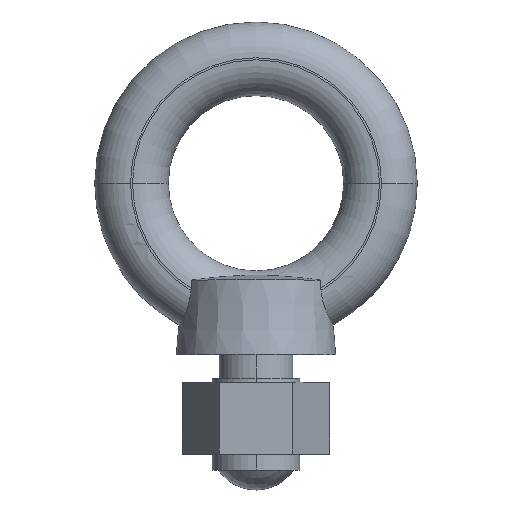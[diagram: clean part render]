
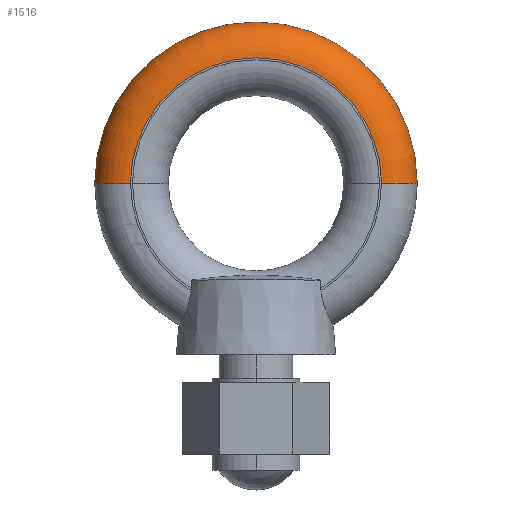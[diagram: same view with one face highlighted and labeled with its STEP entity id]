
A CAD part, top view. The second image highlights one B-rep face of the part: STEP entity #1516.
In plain terms, the highlighted toroidal (fillet/blend) face has major radius 31.5 mm and minor radius 9 mm.
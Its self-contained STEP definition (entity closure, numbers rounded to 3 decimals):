
#339 = DIRECTION ( 'NONE',  ( 0., 0., -1. ) ) ;
#340 = DIRECTION ( 'NONE',  ( 0., -1., 0. ) ) ;
#341 = CARTESIAN_POINT ( 'NONE',  ( 31.5, 0., 0. ) ) ;
#342 = AXIS2_PLACEMENT_3D ( 'NONE', #341, #340, #339 ) ;
#343 = CIRCLE ( 'NONE', #342, 9. ) ;
#345 = CARTESIAN_POINT ( 'NONE',  ( 31.5, 0., 9. ) ) ;
#346 = DIRECTION ( 'NONE',  ( 1., 0., 0. ) ) ;
#347 = DIRECTION ( 'NONE',  ( 0., 0., 1. ) ) ;
#348 = CARTESIAN_POINT ( 'NONE',  ( 0., 0., 9. ) ) ;
#349 = AXIS2_PLACEMENT_3D ( 'NONE', #348, #347, #346 ) ;
#350 = CIRCLE ( 'NONE', #349, 31.5 ) ;
#351 = CARTESIAN_POINT ( 'NONE',  ( -31.5, 0., 9. ) ) ;
#352 = DIRECTION ( 'NONE',  ( -1., 0., 0. ) ) ;
#353 = DIRECTION ( 'NONE',  ( 0., 1., 0. ) ) ;
#354 = CARTESIAN_POINT ( 'NONE',  ( -31.5, 0., 0. ) ) ;
#355 = AXIS2_PLACEMENT_3D ( 'NONE', #354, #353, #352 ) ;
#356 = CIRCLE ( 'NONE', #355, 9. ) ;
#419 = CARTESIAN_POINT ( 'NONE',  ( 40.5, 0., 0. ) ) ;
#591 = DIRECTION ( 'NONE',  ( 1., 0., 0. ) ) ;
#592 = DIRECTION ( 'NONE',  ( 0., 0., -1. ) ) ;
#593 = CARTESIAN_POINT ( 'NONE',  ( 0., 0., 0. ) ) ;
#594 = AXIS2_PLACEMENT_3D ( 'NONE', #593, #592, #591 ) ;
#595 = CIRCLE ( 'NONE', #594, 40.5 ) ;
#596 = CARTESIAN_POINT ( 'NONE',  ( -40.5, 0., 0. ) ) ;
#619 = TOROIDAL_SURFACE ( 'NONE', #682, 31.5, 9. ) ;
#620 = FACE_OUTER_BOUND ( 'NONE', #1514, .T. ) ;
#679 = DIRECTION ( 'NONE',  ( 1., 0., 0. ) ) ;
#680 = DIRECTION ( 'NONE',  ( 0., 0., 1. ) ) ;
#681 = CARTESIAN_POINT ( 'NONE',  ( 0., 0., 0. ) ) ;
#682 = AXIS2_PLACEMENT_3D ( 'NONE', #681, #680, #679 ) ;
#1334 = ORIENTED_EDGE ( 'NONE', *, *, #1439, .F. ) ;
#1335 = ORIENTED_EDGE ( 'NONE', *, *, #1336, .T. ) ;
#1336 = EDGE_CURVE ( 'NONE', #1437, #1337, #356, .T. ) ;
#1337 = VERTEX_POINT ( 'NONE', #351 ) ;
#1338 = ORIENTED_EDGE ( 'NONE', *, *, #1339, .F. ) ;
#1339 = EDGE_CURVE ( 'NONE', #1340, #1337, #350, .T. ) ;
#1340 = VERTEX_POINT ( 'NONE', #345 ) ;
#1341 = ORIENTED_EDGE ( 'NONE', *, *, #1342, .F. ) ;
#1342 = EDGE_CURVE ( 'NONE', #1415, #1340, #343, .T. ) ;
#1415 = VERTEX_POINT ( 'NONE', #419 ) ;
#1437 = VERTEX_POINT ( 'NONE', #596 ) ;
#1439 = EDGE_CURVE ( 'NONE', #1437, #1415, #595, .T. ) ;
#1514 = EDGE_LOOP ( 'NONE', ( #1334, #1335, #1338, #1341 ) ) ;
#1516 = ADVANCED_FACE ( 'NONE', ( #620 ), #619, .T. ) ;
